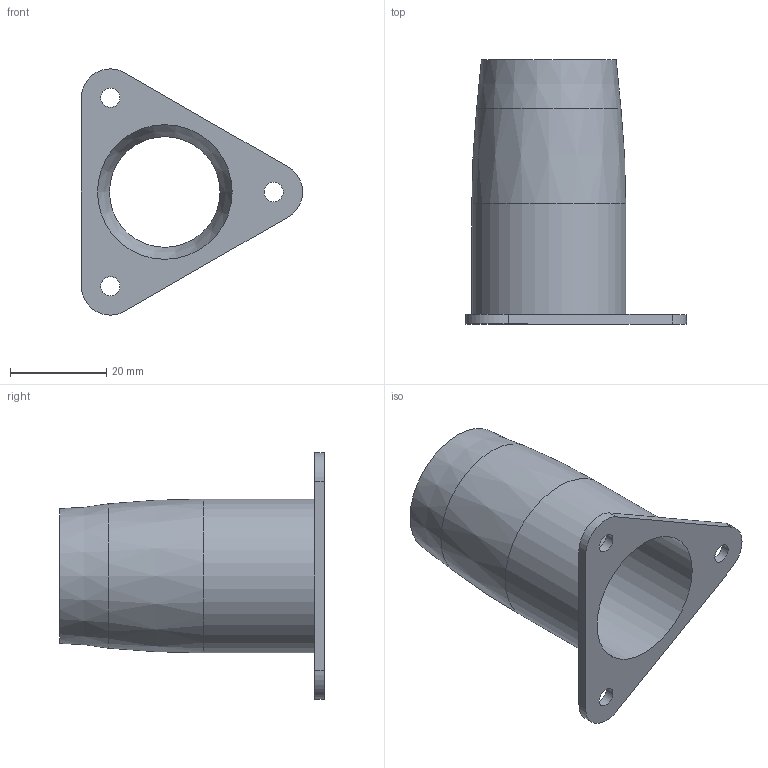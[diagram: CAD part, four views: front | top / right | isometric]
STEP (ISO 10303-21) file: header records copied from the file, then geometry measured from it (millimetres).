
FILE_DESCRIPTION(/* description */ (''),/* implementation_level */ '2;1');
FILE_NAME(/* name */ 'Azimuth Potentiometer Holder Outer.stp',/* time_stamp */ '2018-04-22T20:06:45+01:00',/* author */ ('Eddie the Computer'),/* organization */ (''),/* preprocessor_version */ 'ST-DEVELOPER v15.2',/* originating_system */ 'Autodesk Inventor 2014',/* authorisation */ '');
FILE_SCHEMA (('AUTOMOTIVE_DESIGN { 1 0 10303 214 3 1 1 }'));
Length unit declared in the file: millimetre
Products named in the file (1): Top2
Bounding box: 45.96 x 55 x 51.22 mm (x, y, z)
Volume: 12987.9 mm3; surface area: 11871.9 mm2
Topology: 1 solids, 1 shells, 18 faces, 44 edges, 29 vertices
Faces by surface type: cylinder 9, plane 6, cone 2, bspline 1
Full cylindrical faces by diameter (mm): 4 x3, 23 x1, 28 x1, 32 x1
Entity records: 551 total; most frequent: CARTESIAN_POINT 110, DIRECTION 92, ORIENTED_EDGE 70, AXIS2_PLACEMENT_3D 40, EDGE_LOOP 35, EDGE_CURVE 35, VERTEX_POINT 28, CIRCLE 22
